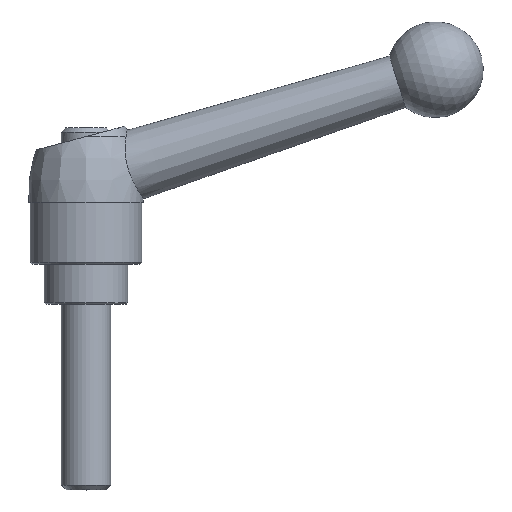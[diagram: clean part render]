
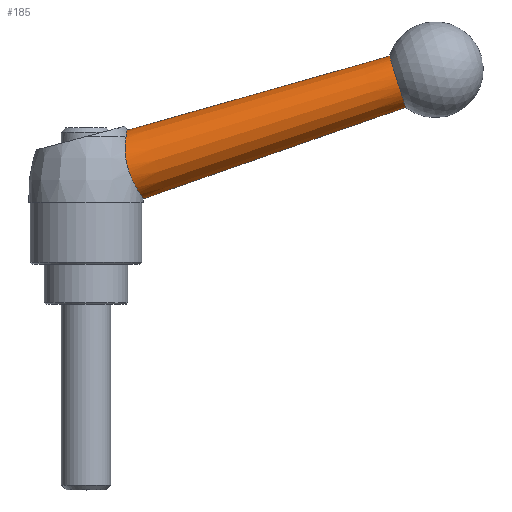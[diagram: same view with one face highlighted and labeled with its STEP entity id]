
A CAD part, top view. The second image highlights one B-rep face of the part: STEP entity #185.
In plain terms, the highlighted conical face has half-angle 1.736 degrees and reference radius 5.95 mm.
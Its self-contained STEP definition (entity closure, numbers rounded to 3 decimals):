
#185 = ADVANCED_FACE( '', ( #379, #380 ), #381, .T. );
#379 = FACE_BOUND( '', #600, .T. );
#380 = FACE_OUTER_BOUND( '', #601, .T. );
#381 = CONICAL_SURFACE( '', #602, 5.95, 0.03 );
#600 = EDGE_LOOP( '', ( #1069 ) );
#601 = EDGE_LOOP( '', ( #1070, #1071 ) );
#602 = AXIS2_PLACEMENT_3D( '', #1072, #1073, #1074 );
#1069 = ORIENTED_EDGE( '', *, *, #1127, .F. );
#1070 = ORIENTED_EDGE( '', *, *, #1170, .F. );
#1071 = ORIENTED_EDGE( '', *, *, #1250, .T. );
#1072 = CARTESIAN_POINT( '', ( 0., 20.1, 0. ) );
#1073 = DIRECTION( '', ( -0.954, -0.301, 0. ) );
#1074 = DIRECTION( '', ( 0.301, -0.954, 0. ) );
#1127 = EDGE_CURVE( '', #1350, #1350, #1351, .T. );
#1170 = EDGE_CURVE( '', #1414, #1416, #1417, .T. );
#1250 = EDGE_CURVE( '', #1414, #1416, #1523, .T. );
#1350 = VERTEX_POINT( '', #1638 );
#1351 = CIRCLE( '', #1639, 4.35 );
#1414 = VERTEX_POINT( '', #1719 );
#1416 = VERTEX_POINT( '', #1721 );
#1417 = B_SPLINE_CURVE_WITH_KNOTS( '', 3, ( #1722, #1723, #1724, #1725, #1726, #1727, #1728, #1729, #1730, #1731, #1732, #1733, #1734, #1735, #1736, #1737, #1738, #1739, #1740, #1741, #1742, #1743, #1744, #1745, #1746, #1747, #1748, #1749, #1750, #1751, #1752, #1753, #1754, #1755, #1756, #1757, #1758, #1759, #1760, #1761, #1762, #1763, #1764, #1765, #1766, #1767, #1768, #1769, #1770, #1771, #1772, #1773, #1774, #1775, #1776, #1777, #1778, #1779, #1780, #1781, #1782, #1783, #1784, #1785 ), .UNSPECIFIED., .F., .F., ( 4, 2, 2, 2, 2, 2, 2, 2, 2, 2, 2, 2, 2, 2, 2, 2, 2, 2, 2, 2, 2, 2, 2, 2, 2, 2, 2, 2, 2, 2, 2, 4 ), ( 0., 0.002, 0.003, 0.004, 0.005, 0.006, 0.006, 0.007, 0.008, 0.009, 0.01, 0.011, 0.012, 0.013, 0.014, 0.015, 0.016, 0.017, 0.017, 0.018, 0.019, 0.02, 0.021, 0.022, 0.023, 0.024, 0.025, 0.026, 0.027, 0.028, 0.029, 0.029 ), .UNSPECIFIED. );
#1523 = B_SPLINE_CURVE_WITH_KNOTS( '', 3, ( #2005, #2006, #2007, #2008, #2009, #2010, #2011, #2012, #2013, #2014, #2015, #2016, #2017, #2018, #2019, #2020 ), .UNSPECIFIED., .F., .F., ( 4, 2, 2, 2, 2, 2, 2, 4 ), ( 0., 0.002, 0.003, 0.003, 0.004, 0.005, 0.006, 0.007 ), .UNSPECIFIED. );
#1638 = CARTESIAN_POINT( '', ( 49.035, 40.122, 0. ) );
#1639 = AXIS2_PLACEMENT_3D( '', #2133, #2134, #2135 );
#1719 = CARTESIAN_POINT( '', ( 6.462, 27.1, -3.175 ) );
#1721 = CARTESIAN_POINT( '', ( 6.462, 27.1, 3.175 ) );
#1722 = CARTESIAN_POINT( '', ( 6.462, 27.1, -3.175 ) );
#1723 = CARTESIAN_POINT( '', ( 6.405, 26.736, -3.677 ) );
#1724 = CARTESIAN_POINT( '', ( 6.352, 26.305, -4.11 ) );
#1725 = CARTESIAN_POINT( '', ( 6.312, 25.565, -4.669 ) );
#1726 = CARTESIAN_POINT( '', ( 6.305, 25.303, -4.838 ) );
#1727 = CARTESIAN_POINT( '', ( 6.311, 24.766, -5.133 ) );
#1728 = CARTESIAN_POINT( '', ( 6.323, 24.488, -5.261 ) );
#1729 = CARTESIAN_POINT( '', ( 6.373, 23.913, -5.475 ) );
#1730 = CARTESIAN_POINT( '', ( 6.41, 23.613, -5.562 ) );
#1731 = CARTESIAN_POINT( '', ( 6.509, 23.018, -5.684 ) );
#1732 = CARTESIAN_POINT( '', ( 6.572, 22.721, -5.72 ) );
#1733 = CARTESIAN_POINT( '', ( 6.721, 22.126, -5.745 ) );
#1734 = CARTESIAN_POINT( '', ( 6.81, 21.825, -5.732 ) );
#1735 = CARTESIAN_POINT( '', ( 7.005, 21.244, -5.655 ) );
#1736 = CARTESIAN_POINT( '', ( 7.111, 20.963, -5.592 ) );
#1737 = CARTESIAN_POINT( '', ( 7.337, 20.416, -5.418 ) );
#1738 = CARTESIAN_POINT( '', ( 7.457, 20.149, -5.306 ) );
#1739 = CARTESIAN_POINT( '', ( 7.699, 19.647, -5.04 ) );
#1740 = CARTESIAN_POINT( '', ( 7.821, 19.411, -4.886 ) );
#1741 = CARTESIAN_POINT( '', ( 8.063, 18.962, -4.536 ) );
#1742 = CARTESIAN_POINT( '', ( 8.183, 18.751, -4.34 ) );
#1743 = CARTESIAN_POINT( '', ( 8.41, 18.365, -3.917 ) );
#1744 = CARTESIAN_POINT( '', ( 8.518, 18.189, -3.689 ) );
#1745 = CARTESIAN_POINT( '', ( 8.718, 17.87, -3.201 ) );
#1746 = CARTESIAN_POINT( '', ( 8.811, 17.726, -2.938 ) );
#1747 = CARTESIAN_POINT( '', ( 8.972, 17.48, -2.397 ) );
#1748 = CARTESIAN_POINT( '', ( 9.041, 17.377, -2.117 ) );
#1749 = CARTESIAN_POINT( '', ( 9.154, 17.209, -1.536 ) );
#1750 = CARTESIAN_POINT( '', ( 9.199, 17.144, -1.233 ) );
#1751 = CARTESIAN_POINT( '', ( 9.258, 17.059, -0.624 ) );
#1752 = CARTESIAN_POINT( '', ( 9.272, 17.037, -0.318 ) );
#1753 = CARTESIAN_POINT( '', ( 9.273, 17.036, 0.296 ) );
#1754 = CARTESIAN_POINT( '', ( 9.259, 17.057, 0.608 ) );
#1755 = CARTESIAN_POINT( '', ( 9.201, 17.142, 1.218 ) );
#1756 = CARTESIAN_POINT( '', ( 9.158, 17.204, 1.516 ) );
#1757 = CARTESIAN_POINT( '', ( 9.045, 17.37, 2.097 ) );
#1758 = CARTESIAN_POINT( '', ( 8.975, 17.475, 2.383 ) );
#1759 = CARTESIAN_POINT( '', ( 8.814, 17.72, 2.928 ) );
#1760 = CARTESIAN_POINT( '', ( 8.723, 17.861, 3.186 ) );
#1761 = CARTESIAN_POINT( '', ( 8.525, 18.178, 3.674 ) );
#1762 = CARTESIAN_POINT( '', ( 8.415, 18.356, 3.906 ) );
#1763 = CARTESIAN_POINT( '', ( 8.188, 18.743, 4.332 ) );
#1764 = CARTESIAN_POINT( '', ( 8.07, 18.95, 4.526 ) );
#1765 = CARTESIAN_POINT( '', ( 7.829, 19.395, 4.875 ) );
#1766 = CARTESIAN_POINT( '', ( 7.706, 19.633, 5.031 ) );
#1767 = CARTESIAN_POINT( '', ( 7.463, 20.137, 5.3 ) );
#1768 = CARTESIAN_POINT( '', ( 7.345, 20.398, 5.411 ) );
#1769 = CARTESIAN_POINT( '', ( 7.12, 20.941, 5.586 ) );
#1770 = CARTESIAN_POINT( '', ( 7.013, 21.222, 5.651 ) );
#1771 = CARTESIAN_POINT( '', ( 6.815, 21.808, 5.731 ) );
#1772 = CARTESIAN_POINT( '', ( 6.728, 22.103, 5.744 ) );
#1773 = CARTESIAN_POINT( '', ( 6.577, 22.697, 5.723 ) );
#1774 = CARTESIAN_POINT( '', ( 6.513, 22.997, 5.687 ) );
#1775 = CARTESIAN_POINT( '', ( 6.412, 23.6, 5.565 ) );
#1776 = CARTESIAN_POINT( '', ( 6.375, 23.894, 5.481 ) );
#1777 = CARTESIAN_POINT( '', ( 6.325, 24.47, 5.269 ) );
#1778 = CARTESIAN_POINT( '', ( 6.311, 24.752, 5.14 ) );
#1779 = CARTESIAN_POINT( '', ( 6.305, 25.297, 4.842 ) );
#1780 = CARTESIAN_POINT( '', ( 6.311, 25.556, 4.675 ) );
#1781 = CARTESIAN_POINT( '', ( 6.338, 26.048, 4.305 ) );
#1782 = CARTESIAN_POINT( '', ( 6.358, 26.282, 4.102 ) );
#1783 = CARTESIAN_POINT( '', ( 6.406, 26.717, 3.661 ) );
#1784 = CARTESIAN_POINT( '', ( 6.433, 26.918, 3.426 ) );
#1785 = CARTESIAN_POINT( '', ( 6.462, 27.1, 3.175 ) );
#2005 = CARTESIAN_POINT( '', ( 6.462, 27.1, -3.175 ) );
#2006 = CARTESIAN_POINT( '', ( 6.475, 27.429, -2.708 ) );
#2007 = CARTESIAN_POINT( '', ( 6.519, 27.688, -2.209 ) );
#2008 = CARTESIAN_POINT( '', ( 6.573, 27.96, -1.403 ) );
#2009 = CARTESIAN_POINT( '', ( 6.589, 28.03, -1.125 ) );
#2010 = CARTESIAN_POINT( '', ( 6.611, 28.124, -0.57 ) );
#2011 = CARTESIAN_POINT( '', ( 6.617, 28.147, -0.29 ) );
#2012 = CARTESIAN_POINT( '', ( 6.618, 28.148, 0.274 ) );
#2013 = CARTESIAN_POINT( '', ( 6.612, 28.125, 0.562 ) );
#2014 = CARTESIAN_POINT( '', ( 6.59, 28.032, 1.12 ) );
#2015 = CARTESIAN_POINT( '', ( 6.574, 27.963, 1.394 ) );
#2016 = CARTESIAN_POINT( '', ( 6.538, 27.783, 1.93 ) );
#2017 = CARTESIAN_POINT( '', ( 6.518, 27.671, 2.193 ) );
#2018 = CARTESIAN_POINT( '', ( 6.483, 27.412, 2.699 ) );
#2019 = CARTESIAN_POINT( '', ( 6.468, 27.264, 2.942 ) );
#2020 = CARTESIAN_POINT( '', ( 6.462, 27.1, 3.175 ) );
#2133 = CARTESIAN_POINT( '', ( 50.343, 35.973, 0. ) );
#2134 = DIRECTION( '', ( 0.954, 0.301, 0. ) );
#2135 = DIRECTION( '', ( -0.301, 0.954, 0. ) );
